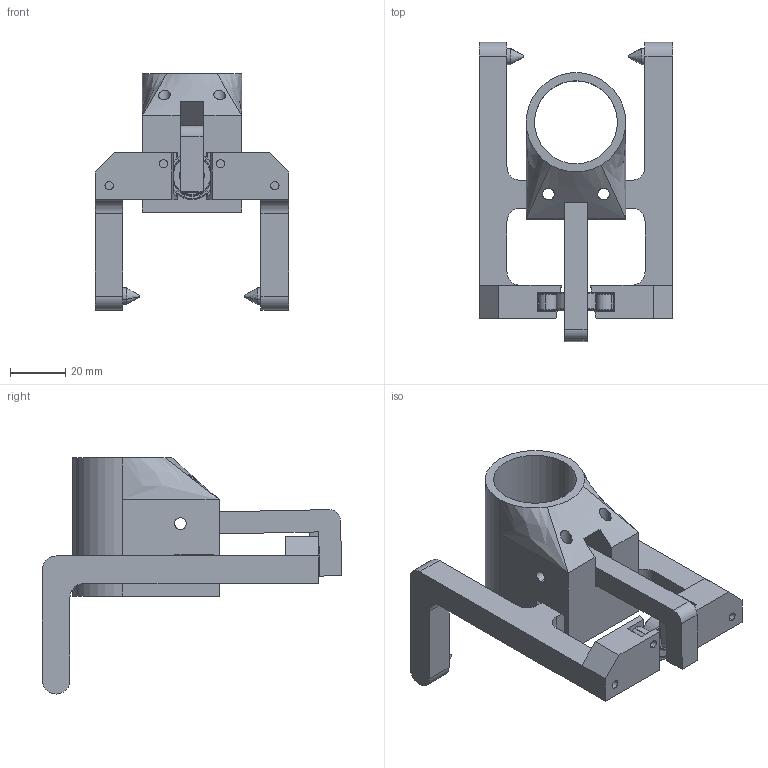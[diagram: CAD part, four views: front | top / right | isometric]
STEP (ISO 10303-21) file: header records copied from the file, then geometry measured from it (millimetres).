
FILE_DESCRIPTION (( 'STEP AP214' ), '1' );
FILE_NAME ('rear_release.STEP', '2025-05-20T19:42:03', ( '' ), ( '' ), 'SwSTEP 2.0', 'SolidWorks 2024', '' );
FILE_SCHEMA (( 'AUTOMOTIVE_DESIGN' ));
Length unit declared in the file: millimetre
Products named in the file (19): din8012; w_606-2rs1; w_606-2rs1_04; w_606-2rs1_03; rear_clamp_right_b; rear_clamp_left_b; skf_bearing_hk_0306_tn_2; w_606-2rs1_01; skf_bearing_hk_0306_tn_2_01; w_606-2rs1_05; rear_clamp_left; rear_endpart; skf_bearing_hk_0306_tn_2_03; rear_release; rear_clamp_right; skf_bearing_hk_0306_tn_2_02; w_606-2rs1_02; swing; swing_b
Assembly tree (20 placements, depth 4):
  rear_release
    rear_endpart
    rear_clamp_left
      rear_clamp_left_b
      din8012
      skf_bearing_hk_0306_tn_2
        skf_bearing_hk_0306_tn_2_01
        skf_bearing_hk_0306_tn_2_02
        skf_bearing_hk_0306_tn_2_03
    rear_clamp_right
      rear_clamp_right_b
      skf_bearing_hk_0306_tn_2
        skf_bearing_hk_0306_tn_2_01
        skf_bearing_hk_0306_tn_2_02
        skf_bearing_hk_0306_tn_2_03
      din8012
    swing
      swing_b
      w_606-2rs1
        w_606-2rs1_01
        w_606-2rs1_02
        w_606-2rs1_03
        w_606-2rs1_04
        w_606-2rs1_05
Bounding box: 70.02 x 108.41 x 85.5 mm (x, y, z)
Volume: 86147.1 mm3; surface area: 39636.7 mm2
Topology: 17 solids, 17 shells, 505 faces, 1269 edges, 834 vertices
Faces by surface type: cylinder 182, plane 152, torus 120, cone 36, sphere 12, bspline 3
Entity records: 12848 total; most frequent: CARTESIAN_POINT 2770, DIRECTION 2211, ORIENTED_EDGE 1862, EDGE_CURVE 931, AXIS2_PLACEMENT_3D 929, VERTEX_POINT 612, CIRCLE 523, EDGE_LOOP 473
